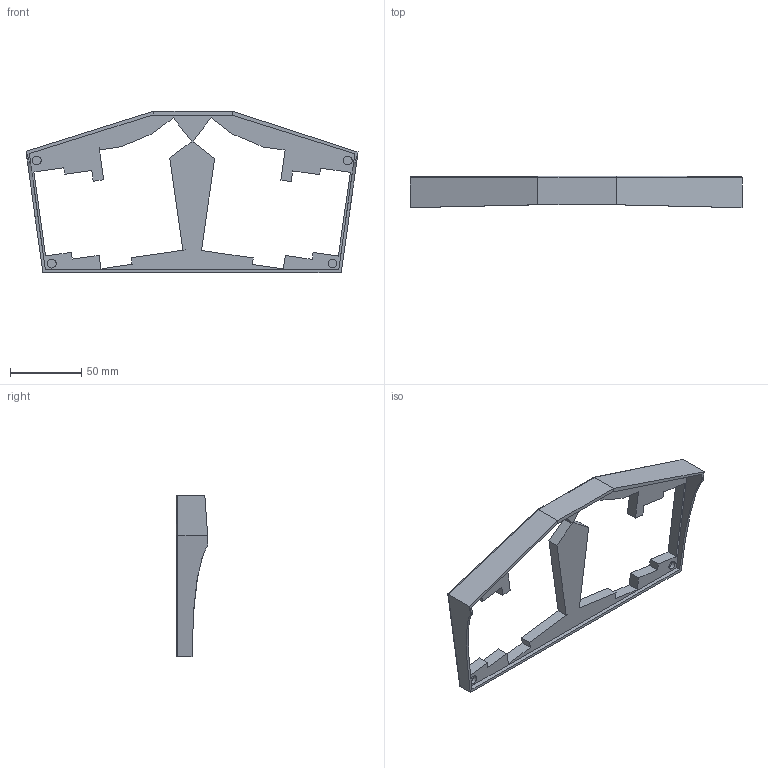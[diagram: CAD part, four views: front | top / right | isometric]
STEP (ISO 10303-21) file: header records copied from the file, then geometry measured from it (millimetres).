
FILE_DESCRIPTION(/* description */ (''),/* implementation_level */ '2;1');
FILE_NAME(/* name */ 'cool536lc_top_newversion v9.step',/* time_stamp */ '2023-08-12T16:09:14+09:00',/* author */ (''),/* organization */ (''),/* preprocessor_version */ 'ST-DEVELOPER v20',/* originating_system */ 'Autodesk Translation Framework v12.9.0.99',/* authorisation */ '');
FILE_SCHEMA (('AUTOMOTIVE_DESIGN { 1 0 10303 214 3 1 1 }'));
Length unit declared in the file: millimetre
Products named in the file (1): cool536lc_top_newversion
Bounding box: 233.15 x 22 x 113.53 mm (x, y, z)
Volume: 79245.5 mm3; surface area: 38494.1 mm2
Topology: 1 solids, 1 shells, 93 faces, 253 edges, 166 vertices
Faces by surface type: plane 82, cylinder 10, bspline 1
Full cylindrical faces by diameter (mm): 6.2 x4
Entity records: 3010 total; most frequent: CARTESIAN_POINT 635, ORIENTED_EDGE 506, DIRECTION 440, EDGE_CURVE 253, LINE 226, VECTOR 226, VERTEX_POINT 166, AXIS2_PLACEMENT_3D 107
